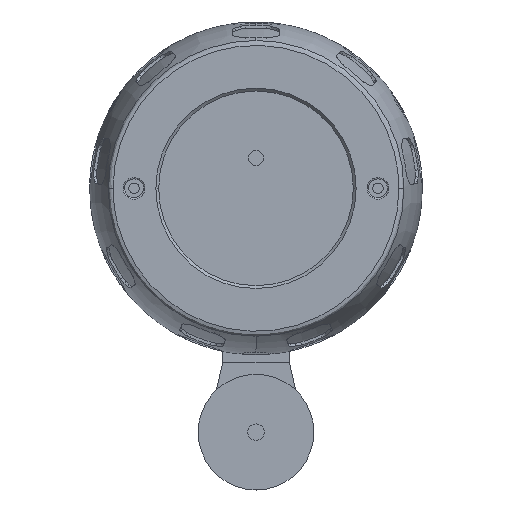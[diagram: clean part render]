
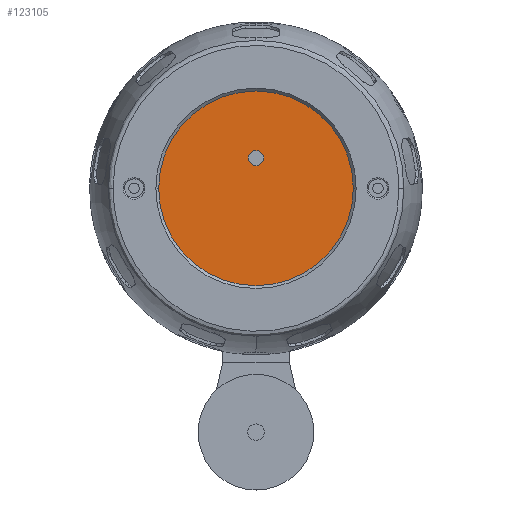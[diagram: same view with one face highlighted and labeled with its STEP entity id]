
A CAD part, front view. The second image highlights one B-rep face of the part: STEP entity #123105.
In plain terms, the highlighted face is planar.
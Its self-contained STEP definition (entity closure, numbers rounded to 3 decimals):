
#1561 = CARTESIAN_POINT ( 'NONE',  ( 0., 16., -270.5 ) ) ;
#3476 = EDGE_CURVE ( 'NONE', #160698, #155147, #24356, .T. ) ;
#3619 = CARTESIAN_POINT ( 'NONE',  ( -51.5, 0., -270.5 ) ) ;
#4081 = CARTESIAN_POINT ( 'NONE',  ( 0., 0., -270.5 ) ) ;
#10192 = DIRECTION ( 'NONE',  ( -1., 0., 0. ) ) ;
#11879 = AXIS2_PLACEMENT_3D ( 'NONE', #66545, #181802, #136705 ) ;
#12670 = DIRECTION ( 'NONE',  ( 0., 0., 1. ) ) ;
#13718 = FACE_BOUND ( 'NONE', #148305, .T. ) ;
#24356 = CIRCLE ( 'NONE', #165748, 4. ) ;
#27570 = DIRECTION ( 'NONE',  ( -1., 0., 0. ) ) ;
#35967 = EDGE_CURVE ( 'NONE', #155147, #160698, #159086, .T. ) ;
#39726 = CIRCLE ( 'NONE', #54457, 51.5 ) ;
#52527 = DIRECTION ( 'NONE',  ( 0., 0., -1. ) ) ;
#54457 = AXIS2_PLACEMENT_3D ( 'NONE', #4081, #144309, #147718 ) ;
#66545 = CARTESIAN_POINT ( 'NONE',  ( 0., 0., -270.5 ) ) ;
#69117 = CARTESIAN_POINT ( 'NONE',  ( -4., 16., -270.5 ) ) ;
#69138 = VERTEX_POINT ( 'NONE', #3619 ) ;
#69974 = FACE_OUTER_BOUND ( 'NONE', #114921, .T. ) ;
#70531 = ORIENTED_EDGE ( 'NONE', *, *, #35967, .T. ) ;
#79412 = CARTESIAN_POINT ( 'NONE',  ( 0., 16., -270.5 ) ) ;
#81132 = PLANE ( 'NONE',  #140674 ) ;
#88420 = AXIS2_PLACEMENT_3D ( 'NONE', #79412, #108022, #10192 ) ;
#90565 = EDGE_CURVE ( 'NONE', #69138, #94445, #103317, .T. ) ;
#92836 = ORIENTED_EDGE ( 'NONE', *, *, #179255, .F. ) ;
#94445 = VERTEX_POINT ( 'NONE', #156295 ) ;
#101287 = CARTESIAN_POINT ( 'NONE',  ( 4., 16., -270.5 ) ) ;
#103317 = CIRCLE ( 'NONE', #11879, 51.5 ) ;
#108022 = DIRECTION ( 'NONE',  ( 0., 0., 1. ) ) ;
#114921 = EDGE_LOOP ( 'NONE', ( #130851, #92836 ) ) ;
#123105 = ADVANCED_FACE ( 'NONE', ( #13718, #69974 ), #81132, .T. ) ;
#130851 = ORIENTED_EDGE ( 'NONE', *, *, #90565, .F. ) ;
#136705 = DIRECTION ( 'NONE',  ( -1., 0., 0. ) ) ;
#140674 = AXIS2_PLACEMENT_3D ( 'NONE', #181610, #52527, #27570 ) ;
#142144 = ORIENTED_EDGE ( 'NONE', *, *, #3476, .T. ) ;
#144309 = DIRECTION ( 'NONE',  ( 0., 0., 1. ) ) ;
#147718 = DIRECTION ( 'NONE',  ( -1., 0., 0. ) ) ;
#148305 = EDGE_LOOP ( 'NONE', ( #70531, #142144 ) ) ;
#155147 = VERTEX_POINT ( 'NONE', #69117 ) ;
#156295 = CARTESIAN_POINT ( 'NONE',  ( 51.5, 0., -270.5 ) ) ;
#159086 = CIRCLE ( 'NONE', #88420, 4. ) ;
#160698 = VERTEX_POINT ( 'NONE', #101287 ) ;
#165748 = AXIS2_PLACEMENT_3D ( 'NONE', #1561, #12670, #168535 ) ;
#168535 = DIRECTION ( 'NONE',  ( -1., 0., 0. ) ) ;
#179255 = EDGE_CURVE ( 'NONE', #94445, #69138, #39726, .T. ) ;
#181610 = CARTESIAN_POINT ( 'NONE',  ( 103., 103., -270.5 ) ) ;
#181802 = DIRECTION ( 'NONE',  ( 0., 0., 1. ) ) ;
